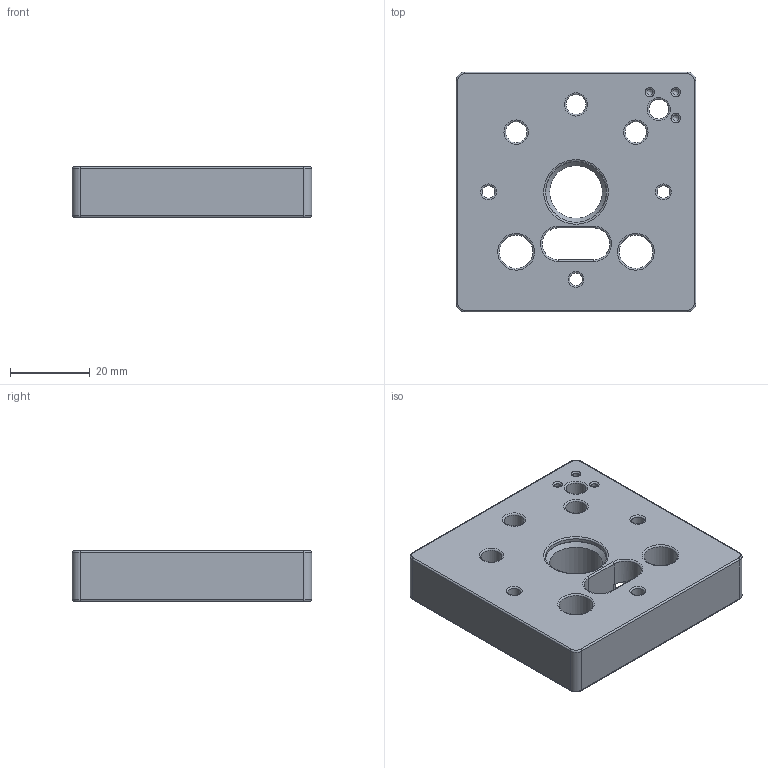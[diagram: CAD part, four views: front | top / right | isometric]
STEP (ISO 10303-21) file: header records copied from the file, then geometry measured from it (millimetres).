
FILE_DESCRIPTION(/* description */ (''),/* implementation_level */ '2;1');
FILE_NAME(/* name */ 'A-Motor_Base_X_2-T.stp',/* time_stamp */ '2020-10-15T13:39:05-07:00',/* author */ (''),/* organization */ (''),/* preprocessor_version */ 'ST-DEVELOPER v18.1',/* originating_system */ 'Autodesk Translation Framework v9.3.0.1241',/* authorisation */ '');
FILE_SCHEMA (('AUTOMOTIVE_DESIGN { 1 0 10303 214 3 1 1 }'));
Length unit declared in the file: millimetre
Products named in the file (1): Motor Base X Plastic
Bounding box: 60 x 60 x 12.7 mm (x, y, z)
Volume: 37687.8 mm3; surface area: 12826 mm2
Topology: 1 solids, 1 shells, 154 faces, 379 edges, 230 vertices
Faces by surface type: cylinder 68, torus 42, plane 40, cone 4
Full cylindrical faces by diameter (mm): 1.6 x3, 3.2 x3, 5 x2, 5.3 x2, 6.5 x3, 8.4 x2, 10 x1, 13.2 x1, 15.4 x2
Entity records: 4652 total; most frequent: DIRECTION 890, CARTESIAN_POINT 774, ORIENTED_EDGE 752, EDGE_CURVE 376, AXIS2_PLACEMENT_3D 360, VERTEX_POINT 230, CIRCLE 188, EDGE_LOOP 186
